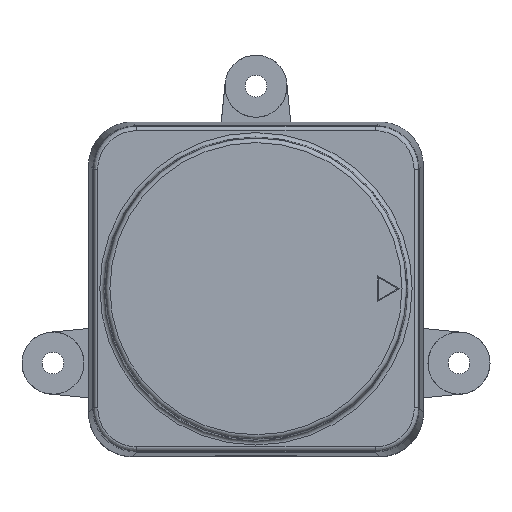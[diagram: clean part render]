
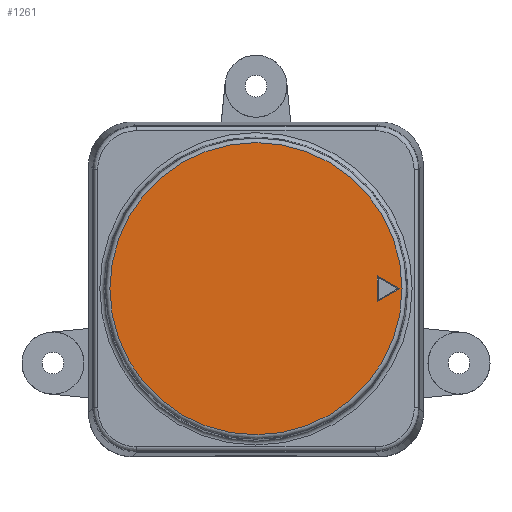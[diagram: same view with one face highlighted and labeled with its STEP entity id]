
A CAD part, top view. The second image highlights one B-rep face of the part: STEP entity #1261.
In plain terms, the highlighted planar face has unit normal (0, 0, 1).
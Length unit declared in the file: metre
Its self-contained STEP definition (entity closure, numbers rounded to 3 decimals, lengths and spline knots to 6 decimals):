
#98=CIRCLE('',#1418,0.016838);
#320=ORIENTED_EDGE('',*,*,#581,.T.);
#321=ORIENTED_EDGE('',*,*,#582,.T.);
#322=ORIENTED_EDGE('',*,*,#583,.T.);
#323=ORIENTED_EDGE('',*,*,#584,.T.);
#581=EDGE_CURVE('',#727,#728,#827,.F.);
#582=EDGE_CURVE('',#728,#729,#828,.F.);
#583=EDGE_CURVE('',#729,#727,#829,.F.);
#584=EDGE_CURVE('',#730,#730,#98,.T.);
#727=VERTEX_POINT('',#2099);
#728=VERTEX_POINT('',#2100);
#729=VERTEX_POINT('',#2102);
#730=VERTEX_POINT('',#2105);
#827=LINE('',#2098,#933);
#828=LINE('',#2101,#934);
#829=LINE('',#2103,#935);
#933=VECTOR('',#1710,1.);
#934=VECTOR('',#1711,1.);
#935=VECTOR('',#1712,1.);
#1034=EDGE_LOOP('',(#320,#321,#322));
#1035=EDGE_LOOP('',(#323));
#1136=FACE_BOUND('',#1034,.T.);
#1137=FACE_BOUND('',#1035,.T.);
#1204=PLANE('',#1417);
#1261=ADVANCED_FACE('',(#1136,#1137),#1204,.T.);
#1417=AXIS2_PLACEMENT_3D('',#2097,#1708,#1709);
#1418=AXIS2_PLACEMENT_3D('',#2104,#1713,#1714);
#1708=DIRECTION('',(0.,0.,1.));
#1709=DIRECTION('',(1.,0.,0.));
#1710=DIRECTION('',(-0.866,0.5,0.));
#1711=DIRECTION('',(0.866,0.5,0.));
#1712=DIRECTION('',(0.,-1.,0.));
#1713=DIRECTION('',(0.,0.,1.));
#1714=DIRECTION('',(1.,0.,0.));
#2097=CARTESIAN_POINT('',(0.,0.0085,0.0313));
#2098=CARTESIAN_POINT('',(0.016376,0.008587,0.0313));
#2099=CARTESIAN_POINT('',(0.013975,0.009973,0.0313));
#2100=CARTESIAN_POINT('',(0.016526,0.0085,0.0313));
#2101=CARTESIAN_POINT('',(0.014125,0.007113,0.0313));
#2102=CARTESIAN_POINT('',(0.013975,0.007027,0.0313));
#2103=CARTESIAN_POINT('',(0.013975,0.0098,0.0313));
#2104=CARTESIAN_POINT('',(0.,0.0085,0.0313));
#2105=CARTESIAN_POINT('',(0.016838,0.0085,0.0313));
